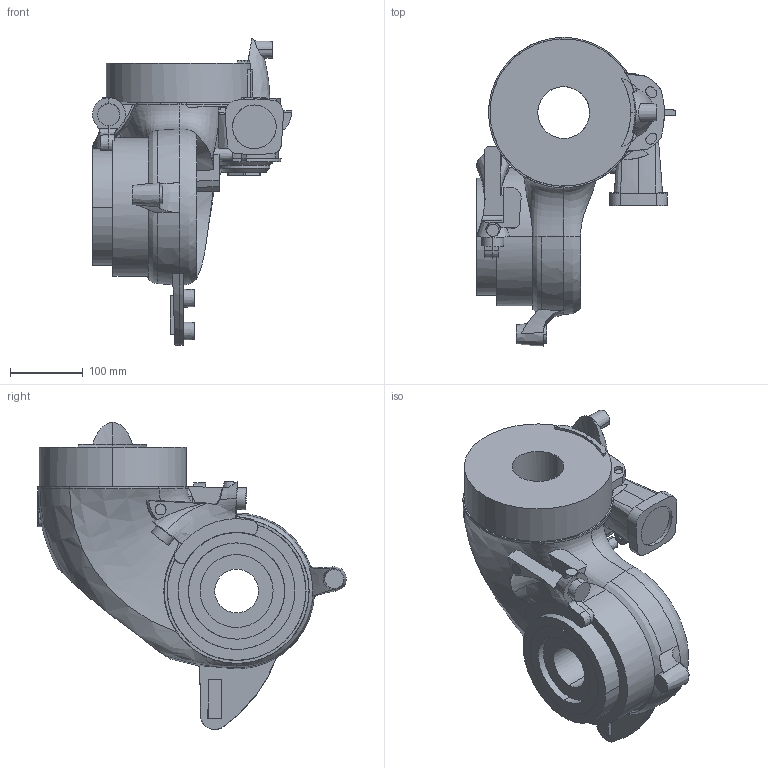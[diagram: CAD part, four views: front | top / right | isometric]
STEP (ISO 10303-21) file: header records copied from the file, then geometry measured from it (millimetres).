
FILE_DESCRIPTION (( 'STEP AP203' ), '1' );
FILE_NAME ('ROBOT_PIVOT_1005_Predeterminado_sldprt.STEP', '2024-06-16T18:36:59', ( '' ), ( '' ), 'SwSTEP 2.0', 'SolidWorks 2021', '' );
FILE_SCHEMA (( 'CONFIG_CONTROL_DESIGN' ));
Length unit declared in the file: millimetre
Products named in the file (1): ROBOT_PIVOT_1005_Predeterminado_sldprt
Bounding box: 273.18 x 423.7 x 421.23 mm (x, y, z)
Volume: 6582078.5 mm3; surface area: 553839.3 mm2
Topology: 1 solids, 1 shells, 409 faces, 1225 edges, 838 vertices
Faces by surface type: plane 136, cylinder 121, bspline 82, cone 70
Entity records: 27594 total; most frequent: CARTESIAN_POINT 18473, ORIENTED_EDGE 2438, EDGE_CURVE 1219, DIRECTION 1050, B_SPLINE_CURVE_WITH_KNOTS 860, VERTEX_POINT 838, EDGE_LOOP 443, ADVANCED_FACE 409
